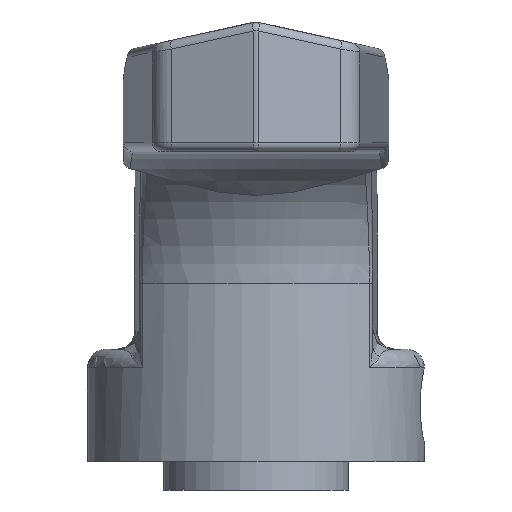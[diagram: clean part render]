
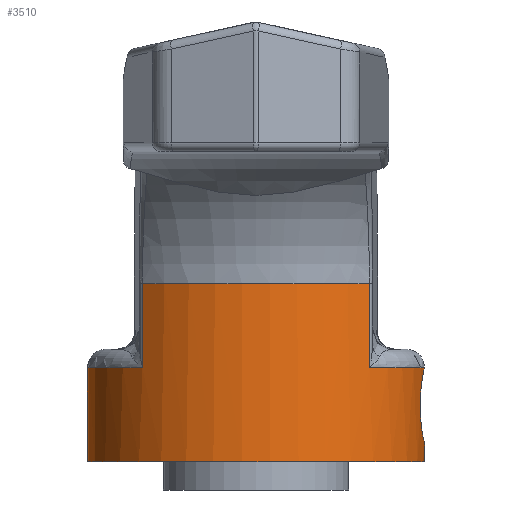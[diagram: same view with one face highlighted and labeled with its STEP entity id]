
A CAD part, front view. The second image highlights one B-rep face of the part: STEP entity #3510.
In plain terms, the highlighted cylindrical face has radius 14.287 mm (diameter 28.575 mm), a partial arc.
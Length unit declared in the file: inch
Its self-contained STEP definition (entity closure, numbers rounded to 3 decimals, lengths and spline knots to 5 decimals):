
#457=CARTESIAN_POINT('',(0.56182,0.0276,0.3125));
#458=VERTEX_POINT('',#457);
#459=CARTESIAN_POINT('',(0.56182,-0.0276,0.3125));
#460=VERTEX_POINT('',#459);
#461=CARTESIAN_POINT('',(0.56182,0.0276,0.3125));
#462=CARTESIAN_POINT('',(0.56146,0.03496,0.31088));
#463=CARTESIAN_POINT('',(0.56096,0.04224,0.3086));
#464=CARTESIAN_POINT('',(0.55895,0.06508,0.29912));
#465=CARTESIAN_POINT('',(0.55697,0.07949,0.28924));
#466=CARTESIAN_POINT('',(0.55325,0.10224,0.26649));
#467=CARTESIAN_POINT('',(0.55125,0.11212,0.25208));
#468=CARTESIAN_POINT('',(0.54842,0.12525,0.22043));
#469=CARTESIAN_POINT('',(0.54763,0.1285,0.2032));
#470=CARTESIAN_POINT('',(0.54763,0.1285,0.187));
#471=CARTESIAN_POINT('',(0.54763,0.1285,0.1708));
#472=CARTESIAN_POINT('',(0.54842,0.12525,0.15357));
#473=CARTESIAN_POINT('',(0.55125,0.11212,0.12192));
#474=CARTESIAN_POINT('',(0.55325,0.10224,0.10751));
#475=CARTESIAN_POINT('',(0.55697,0.07949,0.08476));
#476=CARTESIAN_POINT('',(0.55895,0.06508,0.07488));
#477=CARTESIAN_POINT('',(0.56173,0.03343,0.06175));
#478=CARTESIAN_POINT('',(0.5625,0.0162,0.0585));
#479=CARTESIAN_POINT('',(0.5625,-0.0162,0.0585));
#480=CARTESIAN_POINT('',(0.56173,-0.03343,0.06175));
#481=CARTESIAN_POINT('',(0.55895,-0.06508,0.07488));
#482=CARTESIAN_POINT('',(0.55697,-0.07949,0.08476));
#483=CARTESIAN_POINT('',(0.55325,-0.10224,0.10751));
#484=CARTESIAN_POINT('',(0.55125,-0.11212,0.12192));
#485=CARTESIAN_POINT('',(0.54842,-0.12525,0.15357));
#486=CARTESIAN_POINT('',(0.54763,-0.1285,0.1708));
#487=CARTESIAN_POINT('',(0.54763,-0.1285,0.2032));
#488=CARTESIAN_POINT('',(0.54842,-0.12525,0.22043));
#489=CARTESIAN_POINT('',(0.55125,-0.11212,0.25208));
#490=CARTESIAN_POINT('',(0.55325,-0.10224,0.26649));
#491=CARTESIAN_POINT('',(0.55697,-0.07949,0.28924));
#492=CARTESIAN_POINT('',(0.55895,-0.06508,0.29912));
#493=CARTESIAN_POINT('',(0.56096,-0.04224,0.3086));
#494=CARTESIAN_POINT('',(0.56146,-0.03496,0.31088));
#495=CARTESIAN_POINT('',(0.56182,-0.0276,0.3125));
#496=B_SPLINE_CURVE_WITH_KNOTS('',3,(#461,#462,#463,#464,#465,#466,#467,#468,#469,#470,#471,#472,#473,#474,#475,#476,#477,#478,#479,#480,#481,#482,#483,#484,#485,#486,#487,#488,#489,#490,#491,#492,#493,#494,#495),.UNSPECIFIED.,.F.,.U.,(4,2,2,2,3,2,2,2,2,2,2,2,2,2,2,2,4),(1.54972,1.60442,1.72783,1.85125,1.97467,2.0981,2.22152,2.34493,2.46834,2.59175,2.71517,2.83859,2.96201,3.08544,3.20886,3.33227,3.38697),.UNSPECIFIED.);
#497=EDGE_CURVE('',#458,#460,#496,.T.);
#2272=CARTESIAN_POINT('',(0.42019,0.37397,0.3125));
#2273=VERTEX_POINT('',#2272);
#2274=CARTESIAN_POINT('',(0.0,0.0,0.3125));
#2275=DIRECTION('',(0.0,0.0,1.0));
#2276=DIRECTION('',(1.,-0.031,0.0));
#2277=AXIS2_PLACEMENT_3D('',#2274,#2275,#2276);
#2278=CIRCLE('',#2277,0.5625);
#2279=EDGE_CURVE('',#458,#2273,#2278,.T.);
#2311=CARTESIAN_POINT('',(0.37852,-0.41608,0.3125));
#2312=VERTEX_POINT('',#2311);
#2322=CARTESIAN_POINT('',(0.0,0.0,0.3125));
#2323=DIRECTION('',(0.0,0.0,1.0));
#2324=DIRECTION('',(1.,-0.031,0.0));
#2325=AXIS2_PLACEMENT_3D('',#2322,#2323,#2324);
#2326=CIRCLE('',#2325,0.5625);
#2327=EDGE_CURVE('',#2312,#460,#2326,.T.);
#2553=CARTESIAN_POINT('',(-0.37852,-0.41608,0.3125));
#2554=VERTEX_POINT('',#2553);
#2708=CARTESIAN_POINT('',(-0.42019,0.37397,0.3125));
#2709=VERTEX_POINT('',#2708);
#2734=CARTESIAN_POINT('',(-0.42019,0.37397,0.0));
#2735=VERTEX_POINT('',#2734);
#2745=CARTESIAN_POINT('',(-0.42019,0.37397,0.3125));
#2746=DIRECTION('',(0.0,0.0,-1.0));
#2747=VECTOR('',#2746,0.3125);
#2748=LINE('',#2745,#2747);
#2749=EDGE_CURVE('',#2709,#2735,#2748,.T.);
#2783=CARTESIAN_POINT('',(0.,0.0,0.3125));
#2784=DIRECTION('',(0.0,0.0,-1.0));
#2785=DIRECTION('',(-1.,-0.031,0.0));
#2786=AXIS2_PLACEMENT_3D('',#2783,#2784,#2785);
#2787=CIRCLE('',#2786,0.5625);
#2788=EDGE_CURVE('',#2554,#2709,#2787,.T.);
#2802=CARTESIAN_POINT('',(-0.37852,-0.41608,0.5935));
#2803=VERTEX_POINT('',#2802);
#2804=CARTESIAN_POINT('',(-0.37852,-0.41608,0.3125));
#2805=DIRECTION('',(0.0,0.0,1.0));
#2806=VECTOR('',#2805,0.281);
#2807=LINE('',#2804,#2806);
#2808=EDGE_CURVE('',#2554,#2803,#2807,.T.);
#3454=CARTESIAN_POINT('',(0.42019,0.37397,0.0));
#3455=VERTEX_POINT('',#3454);
#3465=CARTESIAN_POINT('',(0.42019,0.37397,0.3125));
#3466=DIRECTION('',(0.0,0.0,-1.0));
#3467=VECTOR('',#3466,0.3125);
#3468=LINE('',#3465,#3467);
#3469=EDGE_CURVE('',#2273,#3455,#3468,.T.);
#3474=CARTESIAN_POINT('',(0.0,0.0,0.0));
#3475=DIRECTION('',(0.0,0.0,1.0));
#3476=DIRECTION('',(0.0,-1.0,0.0));
#3477=AXIS2_PLACEMENT_3D('',#3474,#3475,#3476);
#3478=CYLINDRICAL_SURFACE('',#3477,0.5625);
#3479=ORIENTED_EDGE('',*,*,#497,.T.);
#3480=ORIENTED_EDGE('',*,*,#2327,.F.);
#3481=CARTESIAN_POINT('',(0.37852,-0.41608,0.5935));
#3482=VERTEX_POINT('',#3481);
#3483=CARTESIAN_POINT('',(0.37852,-0.41608,0.3125));
#3484=DIRECTION('',(0.0,0.0,1.0));
#3485=VECTOR('',#3484,0.281);
#3486=LINE('',#3483,#3485);
#3487=EDGE_CURVE('',#2312,#3482,#3486,.T.);
#3488=ORIENTED_EDGE('',*,*,#3487,.T.);
#3489=CARTESIAN_POINT('',(0.0,0.0,0.5935));
#3490=DIRECTION('',(0.0,0.0,1.0));
#3491=DIRECTION('',(0.372,-0.928,0.0));
#3492=AXIS2_PLACEMENT_3D('',#3489,#3490,#3491);
#3493=CIRCLE('',#3492,0.5625);
#3494=EDGE_CURVE('',#2803,#3482,#3493,.T.);
#3495=ORIENTED_EDGE('',*,*,#3494,.F.);
#3496=ORIENTED_EDGE('',*,*,#2808,.F.);
#3497=ORIENTED_EDGE('',*,*,#2788,.T.);
#3498=ORIENTED_EDGE('',*,*,#2749,.T.);
#3499=CARTESIAN_POINT('',(0.,0.0,0.0));
#3500=DIRECTION('',(0.0,0.0,-1.0));
#3501=DIRECTION('',(0.0,-1.0,0.0));
#3502=AXIS2_PLACEMENT_3D('',#3499,#3500,#3501);
#3503=CIRCLE('',#3502,0.5625);
#3504=EDGE_CURVE('',#3455,#2735,#3503,.T.);
#3505=ORIENTED_EDGE('',*,*,#3504,.F.);
#3506=ORIENTED_EDGE('',*,*,#3469,.F.);
#3507=ORIENTED_EDGE('',*,*,#2279,.F.);
#3508=EDGE_LOOP('',(#3479,#3480,#3488,#3495,#3496,#3497,#3498,#3505,#3506,#3507));
#3509=FACE_OUTER_BOUND('',#3508,.T.);
#3510=ADVANCED_FACE('',(#3509),#3478,.T.);
